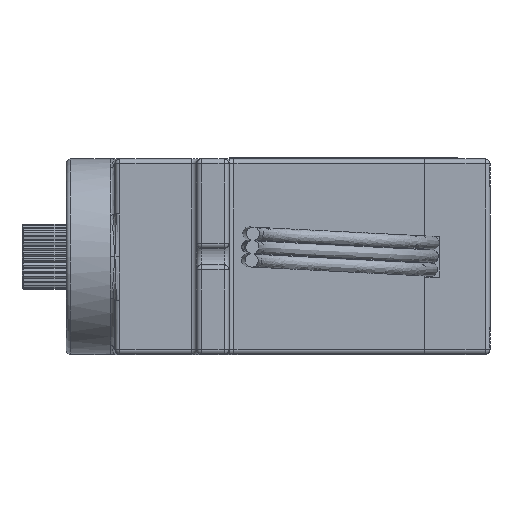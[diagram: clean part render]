
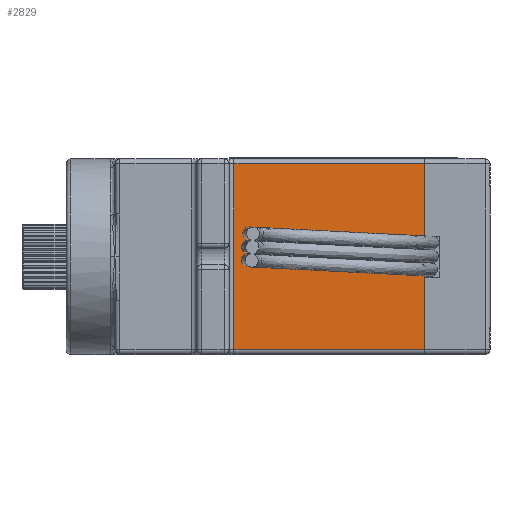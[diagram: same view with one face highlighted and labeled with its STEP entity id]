
A CAD part, left-side view. The second image highlights one B-rep face of the part: STEP entity #2829.
In plain terms, the highlighted planar face has unit normal (-1, 0, 0).
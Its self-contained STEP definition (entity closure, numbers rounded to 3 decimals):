
#1880 = EDGE_CURVE ( 'NONE', #4129, #4722, #13482, .T. ) ;
#1896 = EDGE_CURVE ( 'NONE', #4727, #4742, #13509, .T. ) ;
#1897 = EDGE_CURVE ( 'NONE', #4129, #4727, #13507, .T. ) ;
#1898 = EDGE_CURVE ( 'NONE', #4742, #4722, #13512, .T. ) ;
#2829 = ADVANCED_FACE ( 'NONE', ( #14085 ), #17660, .F. ) ;
#3402 = ORIENTED_EDGE ( 'NONE', *, *, #1880, .F. ) ;
#3403 = ORIENTED_EDGE ( 'NONE', *, *, #1897, .T. ) ;
#3404 = ORIENTED_EDGE ( 'NONE', *, *, #1896, .T. ) ;
#3405 = ORIENTED_EDGE ( 'NONE', *, *, #1898, .T. ) ;
#3625 = EDGE_LOOP ( 'NONE', ( #3402, #3403, #3404, #3405 ) ) ;
#4129 = VERTEX_POINT ( 'NONE', #20609 ) ;
#4722 = VERTEX_POINT ( 'NONE', #20751 ) ;
#4727 = VERTEX_POINT ( 'NONE', #20747 ) ;
#4742 = VERTEX_POINT ( 'NONE', #20768 ) ;
#13482 = LINE ( 'NONE', #15835, #13488 ) ;
#13488 = VECTOR ( 'NONE', #15831, 1000. ) ;
#13507 = LINE ( 'NONE', #15876, #13513 ) ;
#13509 = LINE ( 'NONE', #15874, #13511 ) ;
#13511 = VECTOR ( 'NONE', #15862, 1000. ) ;
#13512 = LINE ( 'NONE', #15882, #13515 ) ;
#13513 = VECTOR ( 'NONE', #15881, 1000. ) ;
#13515 = VECTOR ( 'NONE', #15883, 1000. ) ;
#14085 = FACE_OUTER_BOUND ( 'NONE', #3625, .T. ) ;
#14405 = AXIS2_PLACEMENT_3D ( 'NONE', #17658, #17662, #17663 ) ;
#15831 = DIRECTION ( 'NONE',  ( 0., 0., -1. ) ) ;
#15835 = CARTESIAN_POINT ( 'NONE',  ( -11.5, 4., -1.25 ) ) ;
#15862 = DIRECTION ( 'NONE',  ( 0., 0., -1. ) ) ;
#15874 = CARTESIAN_POINT ( 'NONE',  ( -11.5, 15.7, 6. ) ) ;
#15876 = CARTESIAN_POINT ( 'NONE',  ( -11.5, 23., 5.7 ) ) ;
#15881 = DIRECTION ( 'NONE',  ( 0., 1., 0. ) ) ;
#15882 = CARTESIAN_POINT ( 'NONE',  ( -11.5, 23., -5.7 ) ) ;
#15883 = DIRECTION ( 'NONE',  ( 0., -1., 0. ) ) ;
#17658 = CARTESIAN_POINT ( 'NONE',  ( -11.5, 23., 6. ) ) ;
#17660 = PLANE ( 'NONE',  #14405 ) ;
#17662 = DIRECTION ( 'NONE',  ( 1., 0., 0. ) ) ;
#17663 = DIRECTION ( 'NONE',  ( 0., 0., -1. ) ) ;
#20609 = CARTESIAN_POINT ( 'NONE',  ( -11.5, 4., 5.7 ) ) ;
#20747 = CARTESIAN_POINT ( 'NONE',  ( -11.5, 15.7, 5.7 ) ) ;
#20751 = CARTESIAN_POINT ( 'NONE',  ( -11.5, 4., -5.7 ) ) ;
#20768 = CARTESIAN_POINT ( 'NONE',  ( -11.5, 15.7, -5.7 ) ) ;
